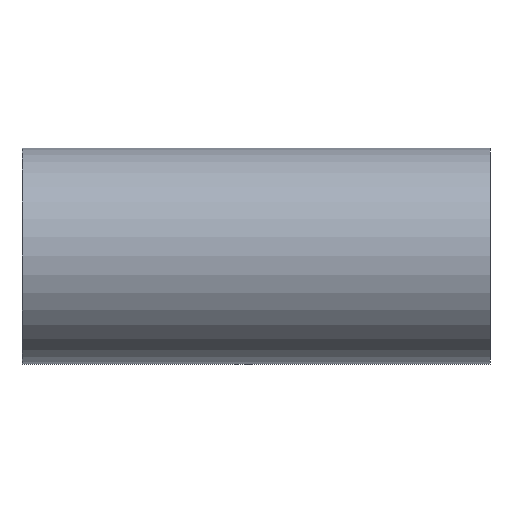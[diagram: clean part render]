
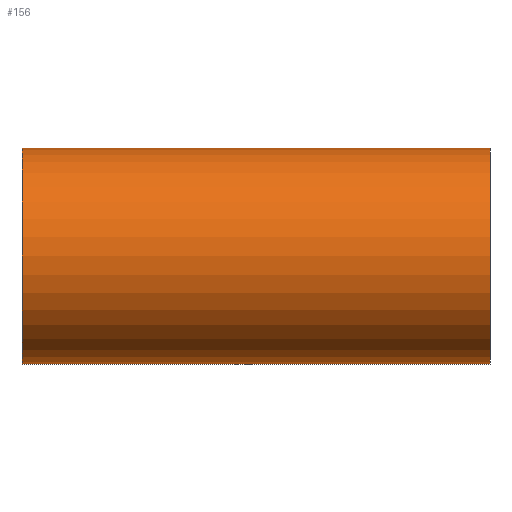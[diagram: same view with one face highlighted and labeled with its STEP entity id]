
A CAD part, front view. The second image highlights one B-rep face of the part: STEP entity #156.
In plain terms, the highlighted cylindrical face has radius 38.1 mm (diameter 76.2 mm), a full revolution.
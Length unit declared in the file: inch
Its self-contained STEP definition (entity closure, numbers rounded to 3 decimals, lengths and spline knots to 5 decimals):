
#18=FACE_BOUND('',#48,.T.);
#25=LINE('',#425,#30);
#30=VECTOR('',#216,1.5);
#34=CYLINDRICAL_SURFACE('',#185,1.5);
#39=FACE_OUTER_BOUND('',#47,.T.);
#47=EDGE_LOOP('',(#123,#124,#125,#126,#127,#128));
#48=EDGE_LOOP('',(#129));
#60=B_SPLINE_CURVE_WITH_KNOTS('',3,(#390,#391,#392,#393,#394,#395,#396,
#397,#398,#399,#400,#401,#402,#403,#404,#405,#406,#407,#408,#409,#410,#411,
#412),.UNSPECIFIED.,.T.,.F.,(4,1,1,1,1,1,1,1,1,1,1,1,1,1,1,1,1,1,1,1,4),
(-11.71622,-11.29779,-10.87935,-10.04248,
-9.48456,-8.92665,-8.36873,-7.2529,
-6.69499,-6.13707,-5.57915,-5.02124,
-4.46332,-3.90541,-3.34749,-2.78958,
-2.23166,-1.67375,-0.83687,-0.41844,
0.),.UNSPECIFIED.);
#65=CIRCLE('',#186,1.5);
#66=CIRCLE('',#187,1.5);
#67=CIRCLE('',#188,1.5);
#68=CIRCLE('',#189,1.5);
#74=VERTEX_POINT('',#359);
#79=VERTEX_POINT('',#420);
#80=VERTEX_POINT('',#421);
#81=VERTEX_POINT('',#424);
#82=VERTEX_POINT('',#426);
#93=EDGE_CURVE('',#74,#74,#60,.T.);
#97=EDGE_CURVE('',#79,#80,#65,.T.);
#98=EDGE_CURVE('',#80,#79,#66,.T.);
#99=EDGE_CURVE('',#80,#81,#25,.T.);
#100=EDGE_CURVE('',#81,#82,#67,.T.);
#101=EDGE_CURVE('',#82,#81,#68,.T.);
#123=ORIENTED_EDGE('',*,*,#97,.F.);
#124=ORIENTED_EDGE('',*,*,#98,.F.);
#125=ORIENTED_EDGE('',*,*,#99,.T.);
#126=ORIENTED_EDGE('',*,*,#100,.T.);
#127=ORIENTED_EDGE('',*,*,#101,.T.);
#128=ORIENTED_EDGE('',*,*,#99,.F.);
#129=ORIENTED_EDGE('',*,*,#93,.F.);
#156=ADVANCED_FACE('',(#39,#18),#34,.T.);
#185=AXIS2_PLACEMENT_3D('',#419,#210,#211);
#186=AXIS2_PLACEMENT_3D('',#422,#212,#213);
#187=AXIS2_PLACEMENT_3D('',#423,#214,#215);
#188=AXIS2_PLACEMENT_3D('',#427,#217,#218);
#189=AXIS2_PLACEMENT_3D('',#428,#219,#220);
#210=DIRECTION('center_axis',(-1.,0.,0.));
#211=DIRECTION('ref_axis',(0.,0.,1.));
#212=DIRECTION('center_axis',(-1.,0.,0.));
#213=DIRECTION('ref_axis',(0.,0.,1.));
#214=DIRECTION('center_axis',(-1.,0.,0.));
#215=DIRECTION('ref_axis',(0.,0.,1.));
#216=DIRECTION('',(1.,0.,0.));
#217=DIRECTION('center_axis',(-1.,0.,0.));
#218=DIRECTION('ref_axis',(0.,0.,1.));
#219=DIRECTION('center_axis',(-1.,0.,0.));
#220=DIRECTION('ref_axis',(0.,0.,1.));
#359=CARTESIAN_POINT('',(0.,1.28125,-0.78));
#390=CARTESIAN_POINT('Ctrl Pts',(0.,1.28125,
-0.78));
#391=CARTESIAN_POINT('Ctrl Pts',(-0.06195,1.28125,-0.78));
#392=CARTESIAN_POINT('Ctrl Pts',(-0.1858,1.28973,-0.76629));
#393=CARTESIAN_POINT('Ctrl Pts',(-0.41667,1.33537,-0.68709));
#394=CARTESIAN_POINT('Ctrl Pts',(-0.62207,1.41067,-0.52921));
#395=CARTESIAN_POINT('Ctrl Pts',(-0.76586,1.47665,-0.2938));
#396=CARTESIAN_POINT('Ctrl Pts',(-0.82294,1.50518,-0.06088));
#397=CARTESIAN_POINT('Ctrl Pts',(-0.79697,1.49245,0.26098));
#398=CARTESIAN_POINT('Ctrl Pts',(-0.62649,1.40852,0.53705));
#399=CARTESIAN_POINT('Ctrl Pts',(-0.36175,1.32221,0.71104));
#400=CARTESIAN_POINT('Ctrl Pts',(-0.12596,1.27961,0.78301));
#401=CARTESIAN_POINT('Ctrl Pts',(0.12598,1.27945,0.78292));
#402=CARTESIAN_POINT('Ctrl Pts',(0.36171,1.32237,0.71128));
#403=CARTESIAN_POINT('Ctrl Pts',(0.56036,1.38673,0.58014));
#404=CARTESIAN_POINT('Ctrl Pts',(0.71164,1.45083,0.3997));
#405=CARTESIAN_POINT('Ctrl Pts',(0.80353,1.49537,0.18));
#406=CARTESIAN_POINT('Ctrl Pts',(0.82291,1.50529,-0.06065));
#407=CARTESIAN_POINT('Ctrl Pts',(0.76587,1.47661,-0.29389));
#408=CARTESIAN_POINT('Ctrl Pts',(0.62206,1.41071,-0.52914));
#409=CARTESIAN_POINT('Ctrl Pts',(0.41668,1.33535,-0.68712));
#410=CARTESIAN_POINT('Ctrl Pts',(0.1858,1.28974,-0.76628));
#411=CARTESIAN_POINT('Ctrl Pts',(0.06195,1.28125,-0.78));
#412=CARTESIAN_POINT('Ctrl Pts',(0.,1.28125,
-0.78));
#419=CARTESIAN_POINT('Origin',(0.,0.,0.));
#420=CARTESIAN_POINT('',(-3.25,0.,1.5));
#421=CARTESIAN_POINT('',(-3.25,0.,-1.5));
#422=CARTESIAN_POINT('Origin',(-3.25,0.,0.));
#423=CARTESIAN_POINT('Origin',(-3.25,0.,0.));
#424=CARTESIAN_POINT('',(3.25,0.,-1.5));
#425=CARTESIAN_POINT('',(0.,0.,-1.5));
#426=CARTESIAN_POINT('',(3.25,0.,1.5));
#427=CARTESIAN_POINT('Origin',(3.25,0.,0.));
#428=CARTESIAN_POINT('Origin',(3.25,0.,0.));
